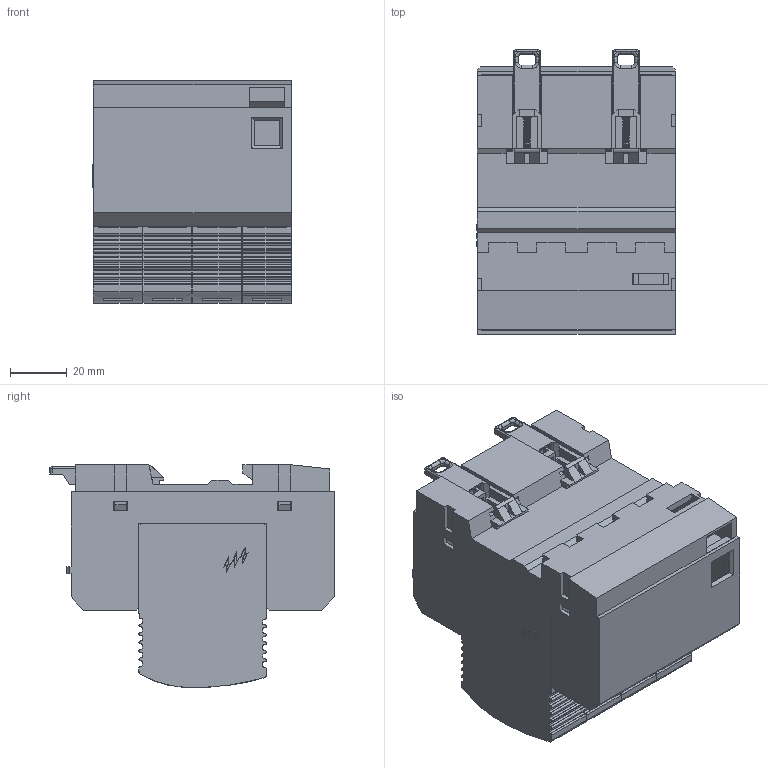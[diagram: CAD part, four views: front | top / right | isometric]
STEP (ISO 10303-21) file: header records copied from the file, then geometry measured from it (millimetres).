
FILE_DESCRIPTION (( 'STEP AP214' ), '1' );
FILE_NAME ('ﾃﾑﾊ1 4+0 .STEP', '2024-04-19T10:32:11', ( '' ), ( '' ), 'SwSTEP 2.0', 'SolidWorks 2018', '' );
FILE_SCHEMA (( 'AUTOMOTIVE_DESIGN' ));
Length unit declared in the file: millimetre
Products named in the file (32): pan head cross recess screw_iso_ISO 7045 - M6 x 10 - Z - 10N; 7783__ - ______ ______.STEP_00_1; 7659 - ýêðàí_1; 7781_ß - êðûøêà 4_1; ﾃﾑﾁ-ﾊ3 ﾑ_1_1; 0629 - ïðóæèíà çàìêà_1; 7659 - _____.STEP_00_1; 7780_ß - îñíîâàíèå 4_1; ﾃﾑﾊ1 4+0 ; 7787 - 諘斁獥1; 7783_z - êðûøêà çåë¸íàÿ_1; ÃÑÃ2-230_20 - ìîäóëü ñ ðàçðÿäíèêîì_1; ÃÑÂ2-230_50 - âàðèñòîðíûé ìîäóëü.STEP_00_1
Assembly tree (20 placements, depth 3):
  pan head cross recess screw_iso_ISO 7045 - M6 x 10 - Z - 10N
  7783__ - ______ ______.STEP_00_1
  7659 - ýêðàí_1
  7659 - _____.STEP_00_1
  7780_ß - îñíîâàíèå 4_1
Bounding box: 70.35 x 100.5 x 78.71 mm (x, y, z)
Volume: 121305 mm3; surface area: 173720.9 mm2
Topology: 19 solids, 19 shells, 2484 faces, 6988 edges, 4545 vertices
Faces by surface type: plane 2031, cylinder 321, bspline 72, cone 40, torus 20
Entity records: 87375 total; most frequent: CARTESIAN_POINT 16663, ORIENTED_EDGE 10754, DIRECTION 9425, EDGE_CURVE 5377, LINE 4885, VECTOR 4885, VERTEX_POINT 3519, AXIS2_PLACEMENT_3D 2270
